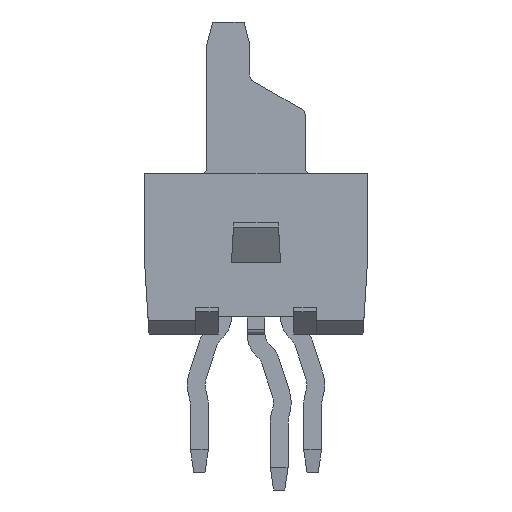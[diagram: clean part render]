
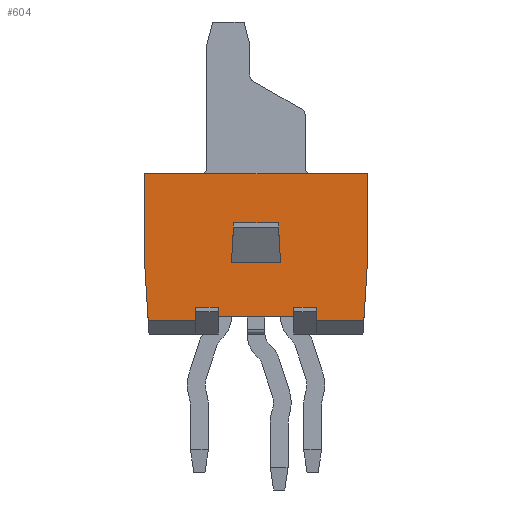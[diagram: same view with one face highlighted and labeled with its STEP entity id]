
A CAD part, left-side view. The second image highlights one B-rep face of the part: STEP entity #604.
In plain terms, the highlighted planar face has unit normal (-1, 0, 0).
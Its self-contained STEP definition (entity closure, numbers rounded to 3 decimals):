
#604 = ADVANCED_FACE( '', ( #1313, #1314 ), #1315, .F. );
#1313 = FACE_BOUND( '', #2169, .T. );
#1314 = FACE_OUTER_BOUND( '', #2170, .T. );
#1315 = PLANE( '', #2171 );
#2169 = EDGE_LOOP( '', ( #3175, #3176, #3177, #3178 ) );
#2170 = EDGE_LOOP( '', ( #3179, #3180, #3181, #3182, #3183, #3184, #3185, #3186, #3187, #3188, #3189, #3190, #3191, #3192 ) );
#2171 = AXIS2_PLACEMENT_3D( '', #3193, #3194, #3195 );
#3175 = ORIENTED_EDGE( '', *, *, #6360, .T. );
#3176 = ORIENTED_EDGE( '', *, *, #6361, .T. );
#3177 = ORIENTED_EDGE( '', *, *, #6362, .F. );
#3178 = ORIENTED_EDGE( '', *, *, #6363, .F. );
#3179 = ORIENTED_EDGE( '', *, *, #6364, .T. );
#3180 = ORIENTED_EDGE( '', *, *, #6365, .T. );
#3181 = ORIENTED_EDGE( '', *, *, #6366, .F. );
#3182 = ORIENTED_EDGE( '', *, *, #6367, .T. );
#3183 = ORIENTED_EDGE( '', *, *, #6368, .F. );
#3184 = ORIENTED_EDGE( '', *, *, #6369, .F. );
#3185 = ORIENTED_EDGE( '', *, *, #6370, .T. );
#3186 = ORIENTED_EDGE( '', *, *, #6371, .T. );
#3187 = ORIENTED_EDGE( '', *, *, #6372, .F. );
#3188 = ORIENTED_EDGE( '', *, *, #6373, .F. );
#3189 = ORIENTED_EDGE( '', *, *, #6354, .F. );
#3190 = ORIENTED_EDGE( '', *, *, #6374, .T. );
#3191 = ORIENTED_EDGE( '', *, *, #6375, .T. );
#3192 = ORIENTED_EDGE( '', *, *, #6376, .T. );
#3193 = CARTESIAN_POINT( '', ( -17.525, 2.5, 3.6 ) );
#3194 = DIRECTION( '', ( 1., 0., 0. ) );
#3195 = DIRECTION( '', ( 0., 0., -1. ) );
#6354 = EDGE_CURVE( '', #7535, #7537, #7538, .T. );
#6360 = EDGE_CURVE( '', #7546, #7547, #7548, .T. );
#6361 = EDGE_CURVE( '', #7547, #7549, #7550, .T. );
#6362 = EDGE_CURVE( '', #7551, #7549, #7552, .T. );
#6363 = EDGE_CURVE( '', #7546, #7551, #7553, .T. );
#6364 = EDGE_CURVE( '', #7554, #7555, #7556, .T. );
#6365 = EDGE_CURVE( '', #7555, #7557, #7558, .T. );
#6366 = EDGE_CURVE( '', #7559, #7557, #7560, .T. );
#6367 = EDGE_CURVE( '', #7559, #7561, #7562, .T. );
#6368 = EDGE_CURVE( '', #7563, #7561, #7564, .T. );
#6369 = EDGE_CURVE( '', #7565, #7563, #7566, .T. );
#6370 = EDGE_CURVE( '', #7565, #7567, #7568, .T. );
#6371 = EDGE_CURVE( '', #7567, #7569, #7570, .T. );
#6372 = EDGE_CURVE( '', #7571, #7569, #7572, .T. );
#6373 = EDGE_CURVE( '', #7537, #7571, #7573, .T. );
#6374 = EDGE_CURVE( '', #7535, #7574, #7575, .T. );
#6375 = EDGE_CURVE( '', #7574, #7576, #7577, .T. );
#6376 = EDGE_CURVE( '', #7576, #7554, #7578, .T. );
#7535 = VERTEX_POINT( '', #9200 );
#7537 = VERTEX_POINT( '', #9203 );
#7538 = LINE( '', #9204, #9205 );
#7546 = VERTEX_POINT( '', #9218 );
#7547 = VERTEX_POINT( '', #9219 );
#7548 = LINE( '', #9220, #9221 );
#7549 = VERTEX_POINT( '', #9222 );
#7550 = LINE( '', #9223, #9224 );
#7551 = VERTEX_POINT( '', #9225 );
#7552 = LINE( '', #9226, #9227 );
#7553 = LINE( '', #9228, #9229 );
#7554 = VERTEX_POINT( '', #9230 );
#7555 = VERTEX_POINT( '', #9231 );
#7556 = LINE( '', #9232, #9233 );
#7557 = VERTEX_POINT( '', #9234 );
#7558 = LINE( '', #9235, #9236 );
#7559 = VERTEX_POINT( '', #9237 );
#7560 = LINE( '', #9238, #9239 );
#7561 = VERTEX_POINT( '', #9240 );
#7562 = LINE( '', #9241, #9242 );
#7563 = VERTEX_POINT( '', #9243 );
#7564 = LINE( '', #9244, #9245 );
#7565 = VERTEX_POINT( '', #9246 );
#7566 = LINE( '', #9247, #9248 );
#7567 = VERTEX_POINT( '', #9249 );
#7568 = LINE( '', #9250, #9251 );
#7569 = VERTEX_POINT( '', #9252 );
#7570 = LINE( '', #9253, #9254 );
#7571 = VERTEX_POINT( '', #9255 );
#7572 = LINE( '', #9256, #9257 );
#7573 = LINE( '', #9258, #9259 );
#7574 = VERTEX_POINT( '', #9260 );
#7575 = LINE( '', #9261, #9262 );
#7576 = VERTEX_POINT( '', #9263 );
#7577 = LINE( '', #9264, #9265 );
#7578 = LINE( '', #9266, #9267 );
#9200 = CARTESIAN_POINT( '', ( -17.525, 2.5, 3.6 ) );
#9203 = CARTESIAN_POINT( '', ( -17.525, -2.5, 3.6 ) );
#9204 = CARTESIAN_POINT( '', ( -17.525, 2.5, 3.6 ) );
#9205 = VECTOR( '', #11708, 1000. );
#9218 = CARTESIAN_POINT( '', ( -17.525, -0.5, 2.5 ) );
#9219 = CARTESIAN_POINT( '', ( -17.525, -0.55, 1.6 ) );
#9220 = CARTESIAN_POINT( '', ( -17.525, -0.5, 2.5 ) );
#9221 = VECTOR( '', #11714, 1000. );
#9222 = CARTESIAN_POINT( '', ( -17.525, 0.55, 1.6 ) );
#9223 = CARTESIAN_POINT( '', ( -17.525, -0.55, 1.6 ) );
#9224 = VECTOR( '', #11715, 1000. );
#9225 = CARTESIAN_POINT( '', ( -17.525, 0.5, 2.5 ) );
#9226 = CARTESIAN_POINT( '', ( -17.525, 0.5, 2.5 ) );
#9227 = VECTOR( '', #11716, 1000. );
#9228 = CARTESIAN_POINT( '', ( -17.525, -0.55, 2.5 ) );
#9229 = VECTOR( '', #11717, 1000. );
#9230 = CARTESIAN_POINT( '', ( -17.525, 1.35, 0.3 ) );
#9231 = CARTESIAN_POINT( '', ( -17.525, 1.35, 0.6 ) );
#9232 = CARTESIAN_POINT( '', ( -17.525, 1.35, 0.3 ) );
#9233 = VECTOR( '', #11718, 1000. );
#9234 = CARTESIAN_POINT( '', ( -17.525, 0.85, 0.6 ) );
#9235 = CARTESIAN_POINT( '', ( -17.525, 1.35, 0.6 ) );
#9236 = VECTOR( '', #11719, 1000. );
#9237 = CARTESIAN_POINT( '', ( -17.525, 0.85, 0.4 ) );
#9238 = CARTESIAN_POINT( '', ( -17.525, 0.85, 0.3 ) );
#9239 = VECTOR( '', #11720, 1000. );
#9240 = CARTESIAN_POINT( '', ( -17.525, -0.85, 0.4 ) );
#9241 = CARTESIAN_POINT( '', ( -17.525, 2.5, 0.4 ) );
#9242 = VECTOR( '', #11721, 1000. );
#9243 = CARTESIAN_POINT( '', ( -17.525, -0.85, 0.6 ) );
#9244 = CARTESIAN_POINT( '', ( -17.525, -0.85, 0.6 ) );
#9245 = VECTOR( '', #11722, 1000. );
#9246 = CARTESIAN_POINT( '', ( -17.525, -1.35, 0.6 ) );
#9247 = CARTESIAN_POINT( '', ( -17.525, -1.35, 0.6 ) );
#9248 = VECTOR( '', #11723, 1000. );
#9249 = CARTESIAN_POINT( '', ( -17.525, -1.35, 0.3 ) );
#9250 = CARTESIAN_POINT( '', ( -17.525, -1.35, 0.6 ) );
#9251 = VECTOR( '', #11724, 1000. );
#9252 = CARTESIAN_POINT( '', ( -17.525, -2.419, 0.3 ) );
#9253 = CARTESIAN_POINT( '', ( -17.525, 2.5, 0.3 ) );
#9254 = VECTOR( '', #11725, 1000. );
#9255 = CARTESIAN_POINT( '', ( -17.525, -2.5, 1.6 ) );
#9256 = CARTESIAN_POINT( '', ( -17.525, -2.605, 3.281 ) );
#9257 = VECTOR( '', #11726, 1000. );
#9258 = CARTESIAN_POINT( '', ( -17.525, -2.5, 3.6 ) );
#9259 = VECTOR( '', #11727, 1000. );
#9260 = CARTESIAN_POINT( '', ( -17.525, 2.5, 1.6 ) );
#9261 = CARTESIAN_POINT( '', ( -17.525, 2.5, 3.6 ) );
#9262 = VECTOR( '', #11728, 1000. );
#9263 = CARTESIAN_POINT( '', ( -17.525, 2.419, 0.3 ) );
#9264 = CARTESIAN_POINT( '', ( -17.525, 2.625, 3.592 ) );
#9265 = VECTOR( '', #11729, 1000. );
#9266 = CARTESIAN_POINT( '', ( -17.525, 2.5, 0.3 ) );
#9267 = VECTOR( '', #11730, 1000. );
#11708 = DIRECTION( '', ( 0., -1., 0. ) );
#11714 = DIRECTION( '', ( 0., -0.055, -0.998 ) );
#11715 = DIRECTION( '', ( 0., 1., 0. ) );
#11716 = DIRECTION( '', ( 0., 0.055, -0.998 ) );
#11717 = DIRECTION( '', ( 0., 1., 0. ) );
#11718 = DIRECTION( '', ( 0., 0., 1. ) );
#11719 = DIRECTION( '', ( 0., -1., 0. ) );
#11720 = DIRECTION( '', ( 0., 0., 1. ) );
#11721 = DIRECTION( '', ( 0., -1., 0. ) );
#11722 = DIRECTION( '', ( 0., 0., -1. ) );
#11723 = DIRECTION( '', ( 0., 1., 0. ) );
#11724 = DIRECTION( '', ( 0., 0., -1. ) );
#11725 = DIRECTION( '', ( 0., -1., 0. ) );
#11726 = DIRECTION( '', ( 0., 0.062, -0.998 ) );
#11727 = DIRECTION( '', ( 0., 0., -1. ) );
#11728 = DIRECTION( '', ( 0., 0., -1. ) );
#11729 = DIRECTION( '', ( 0., -0.062, -0.998 ) );
#11730 = DIRECTION( '', ( 0., -1., 0. ) );
